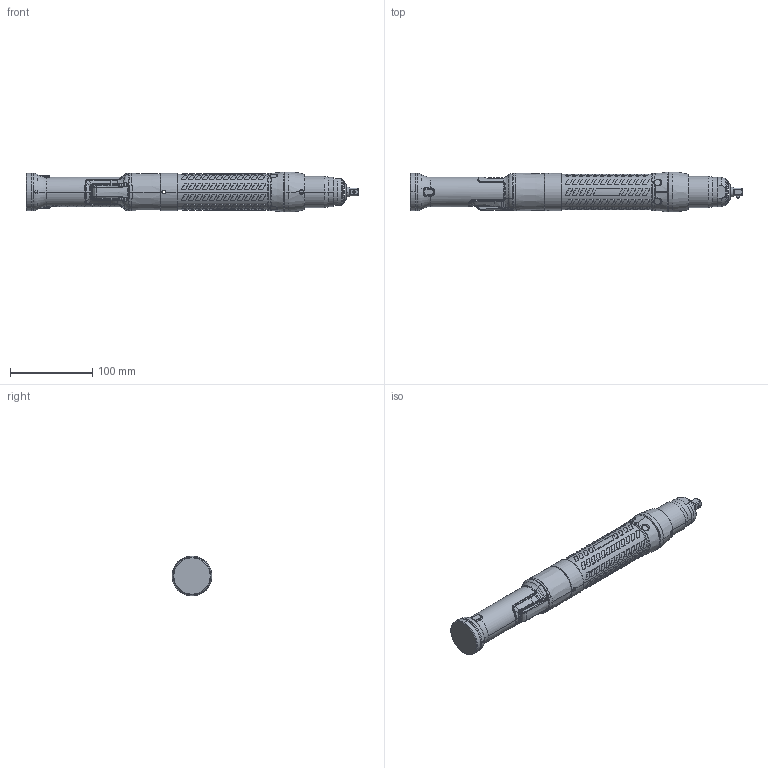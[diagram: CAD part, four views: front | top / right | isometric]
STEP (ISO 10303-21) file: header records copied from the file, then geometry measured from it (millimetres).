
FILE_DESCRIPTION((''),'2;1');
FILE_NAME('50ESN43GD3_SW0001','2018-11-27T',('A1X81'),(''),'CREO PARAMETRIC BY PTC INC, 2016050','CREO PARAMETRIC BY PTC INC, 2016050','');
FILE_SCHEMA(('CONFIG_CONTROL_DESIGN'));
Products named in the file (1): 50ESN43GD3_SW0001
Bounding box: 402.85 x 48.5 x 48.5 mm (x, y, z)
Surface area: 67663.4 mm2 (no closed solid volume)
Topology: 0 solids, 320 shells, 1573 faces, 5592 edges, 4290 vertices
Faces by surface type: bspline 911, cylinder 398, extrusion 102, plane 84, torus 50, cone 26, sphere 2
Entity records: 102640 total; most frequent: CARTESIAN_POINT 65520, ORIENTED_EDGE 7358, EDGE_CURVE 5592, DIRECTION 5313, VERTEX_POINT 4290, B_SPLINE_CURVE_WITH_KNOTS 3084, AXIS2_PLACEMENT_3D 2041, EDGE_LOOP 1573
